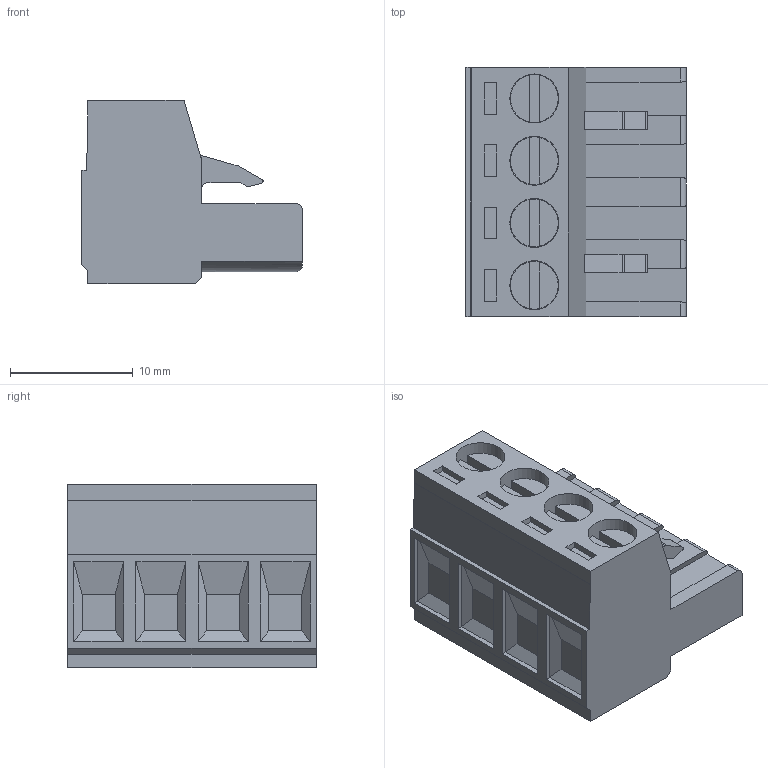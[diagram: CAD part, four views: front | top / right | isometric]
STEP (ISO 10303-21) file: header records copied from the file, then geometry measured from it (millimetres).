
FILE_DESCRIPTION(/* description */ ('Unknown'),/* implementation_level */ '2;1');
FILE_NAME(/* name */ 'MC100-50804-20230410',/* time_stamp */ '2023-04-10T08:36:25+08:00',/* author */ ('Unknown'),/* organization */ ('Unknown'),/* preprocessor_version */ 'ST-DEVELOPER v16.7',/* originating_system */ 'DEX',/* authorisation */ $);
FILE_SCHEMA (('AUTOMOTIVE_DESIGN {1 0 10303 214 3 1 1}'));
Length unit declared in the file: millimetre
Products named in the file (1): MC100-50804-20181016
Bounding box: 18 x 20.32 x 15 mm (x, y, z)
Volume: 3473.3 mm3; surface area: 2233.9 mm2
Topology: 1 solids, 5 shells, 205 faces, 505 edges, 330 vertices
Faces by surface type: plane 160, cylinder 37, cone 8
Full cylindrical faces by diameter (mm): 2.4 x4, 3 x4, 3.9 x4, 4 x4
Entity records: 6039 total; most frequent: CARTESIAN_POINT 1241, DIRECTION 963, ORIENTED_EDGE 946, EDGE_CURVE 473, LINE 379, VECTOR 379, VERTEX_POINT 322, AXIS2_PLACEMENT_3D 292
